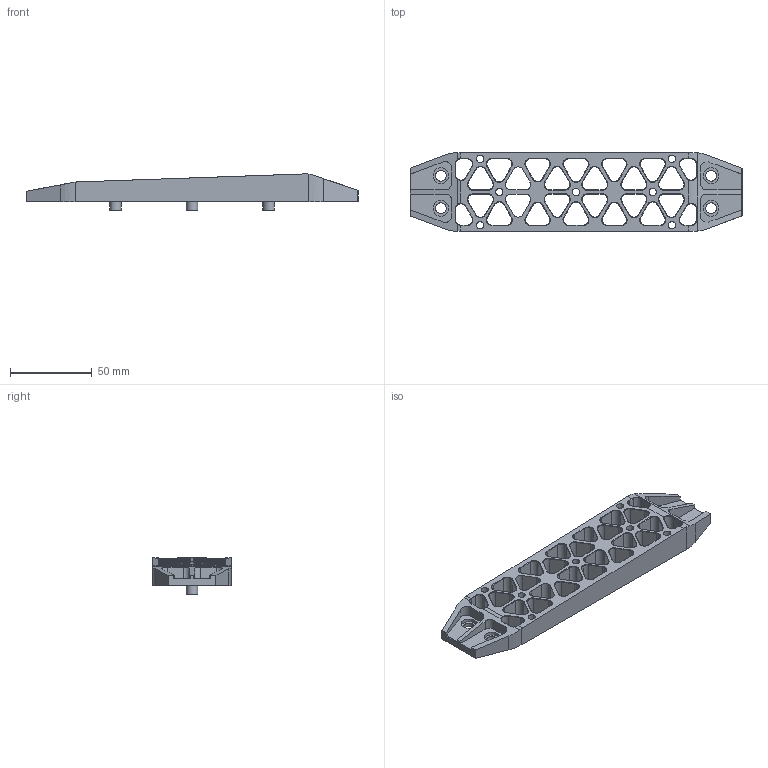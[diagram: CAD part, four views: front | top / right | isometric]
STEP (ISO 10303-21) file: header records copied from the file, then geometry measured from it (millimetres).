
FILE_DESCRIPTION(/* description */ ('STEP AP242','CAx-IF Rec.Pracs.---Representation and Presentation of Product Manufacturing Information (PMI)---4.0---2014-10-13','CAx-IF Rec.Pracs.---3D Tessellated Geometry---0.4---2014-09-14','2;1'),/* implementation_level */ '2;1');
FILE_NAME(/* name */ '66848f7e57ef361a672c077c',/* time_stamp */ '2024-07-02T23:38:39Z',/* author */ (''),/* organization */ (''),/* preprocessor_version */ 'ST-DEVELOPER v20',/* originating_system */ ' ',/* authorisation */ ' ');
FILE_SCHEMA (('AP242_MANAGED_MODEL_BASED_3D_ENGINEERING_MIM_LF { 1 0 10303 442 1 1 4 }'));
Length unit declared in the file: metre
Products named in the file (1): Part 1
Bounding box: 203.2 x 48.26 x 22.16 mm (x, y, z)
Volume: 61650.9 mm3; surface area: 37708 mm2
Topology: 1 solids, 1 shells, 407 faces, 1051 edges, 649 vertices
Faces by surface type: plane 209, cylinder 114, bspline 82, cone 2
Full cylindrical faces by diameter (mm): 4.501 x7, 6.604 x4, 6.985 x3, 9.652 x4
Entity records: 14309 total; most frequent: CARTESIAN_POINT 5175, ORIENTED_EDGE 2052, DIRECTION 1512, EDGE_CURVE 1026, VERTEX_POINT 642, LINE 552, VECTOR 552, EDGE_LOOP 502
